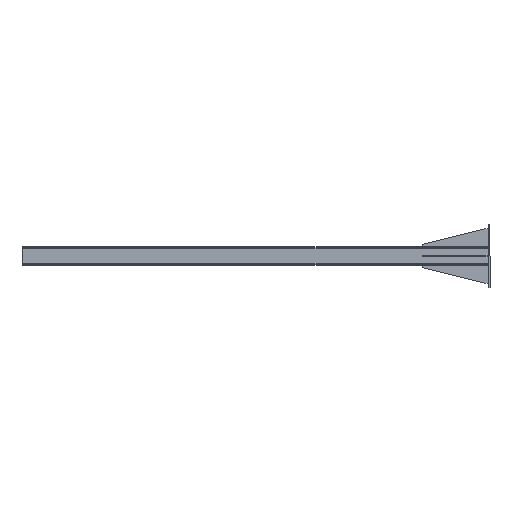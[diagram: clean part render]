
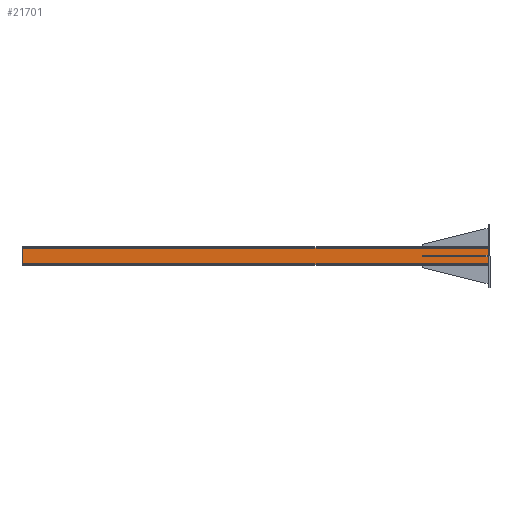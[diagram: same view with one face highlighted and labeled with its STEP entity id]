
A CAD part, left-side view. The second image highlights one B-rep face of the part: STEP entity #21701.
In plain terms, the highlighted planar face has unit normal (-1, 0, 0).
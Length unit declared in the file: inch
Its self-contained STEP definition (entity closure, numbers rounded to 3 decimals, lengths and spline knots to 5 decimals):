
#1781=PLANE('',#23923);
#2231=FACE_OUTER_BOUND('',#3620,.T.);
#3620=EDGE_LOOP('',(#14743,#14744,#14745,#14746));
#5191=LINE('',#34028,#6478);
#5197=LINE('',#34045,#6484);
#5198=LINE('',#34048,#6485);
#5199=LINE('',#34049,#6486);
#6478=VECTOR('',#26927,0.3937);
#6484=VECTOR('',#26943,0.3937);
#6485=VECTOR('',#26946,0.3937);
#6486=VECTOR('',#26947,0.3937);
#9276=VERTEX_POINT('',#34025);
#9277=VERTEX_POINT('',#34027);
#9283=VERTEX_POINT('',#34043);
#9284=VERTEX_POINT('',#34047);
#11344=EDGE_CURVE('',#9276,#9277,#5191,.T.);
#11353=EDGE_CURVE('',#9276,#9283,#5197,.T.);
#11354=EDGE_CURVE('',#9284,#9283,#5198,.T.);
#11355=EDGE_CURVE('',#9277,#9284,#5199,.T.);
#14743=ORIENTED_EDGE('',*,*,#11353,.T.);
#14744=ORIENTED_EDGE('',*,*,#11354,.F.);
#14745=ORIENTED_EDGE('',*,*,#11355,.F.);
#14746=ORIENTED_EDGE('',*,*,#11344,.F.);
#21701=ADVANCED_FACE('',(#2231),#1781,.T.);
#23923=AXIS2_PLACEMENT_3D('',#34046,#26944,#26945);
#26927=DIRECTION('',(0.,1.,0.));
#26943=DIRECTION('',(0.,0.,1.));
#26944=DIRECTION('center_axis',(-1.,0.,0.));
#26945=DIRECTION('ref_axis',(0.,-1.,0.));
#26946=DIRECTION('',(0.,-1.,0.));
#26947=DIRECTION('',(0.,0.,1.));
#34025=CARTESIAN_POINT('',(-4.,-3.24751,-99.5));
#34027=CARTESIAN_POINT('',(-4.,3.25249,-99.5));
#34028=CARTESIAN_POINT('',(-4.,3.25249,-99.5));
#34043=CARTESIAN_POINT('',(-4.,-3.24751,99.5));
#34045=CARTESIAN_POINT('',(-4.,-3.24751,0.));
#34046=CARTESIAN_POINT('Origin',(-4.,3.25249,0.));
#34047=CARTESIAN_POINT('',(-4.,3.25249,99.5));
#34048=CARTESIAN_POINT('',(-4.,3.25249,99.5));
#34049=CARTESIAN_POINT('',(-4.,3.25249,0.));
